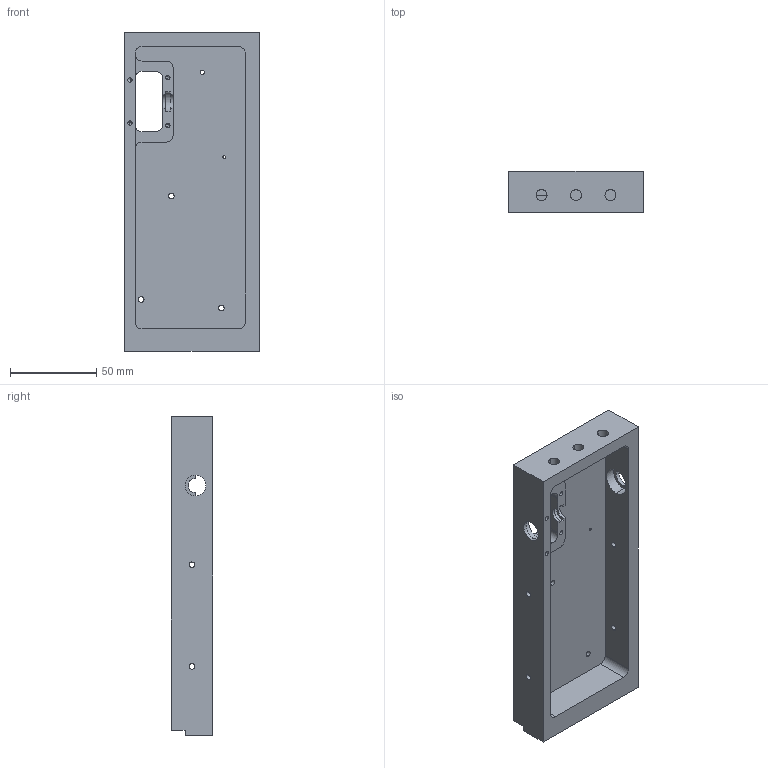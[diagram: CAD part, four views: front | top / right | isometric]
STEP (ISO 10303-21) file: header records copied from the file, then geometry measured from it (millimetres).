
FILE_DESCRIPTION (( 'STEP AP203' ), '1' );
FILE_NAME ('EXXON_USI_22_Aa-Chassis_motorisation_2.STEP', '2020-10-09T09:28:27', ( '' ), ( '' ), 'SwSTEP 2.0', 'SolidWorks 2020', '' );
FILE_SCHEMA (( 'CONFIG_CONTROL_DESIGN' ));
Length unit declared in the file: millimetre
Products named in the file (1): EXXON_USI_22_Aa-Chassis_motorisation_2
Bounding box: 78 x 24 x 185 mm (x, y, z)
Volume: 142166.3 mm3; surface area: 52683.4 mm2
Topology: 1 solids, 1 shells, 138 faces, 370 edges, 220 vertices
Faces by surface type: cylinder 81, cone 32, plane 25
Entity records: 4253 total; most frequent: DIRECTION 778, CARTESIAN_POINT 697, ORIENTED_EDGE 676, EDGE_CURVE 338, AXIS2_PLACEMENT_3D 301, VERTEX_POINT 220, EDGE_LOOP 186, LINE 176
